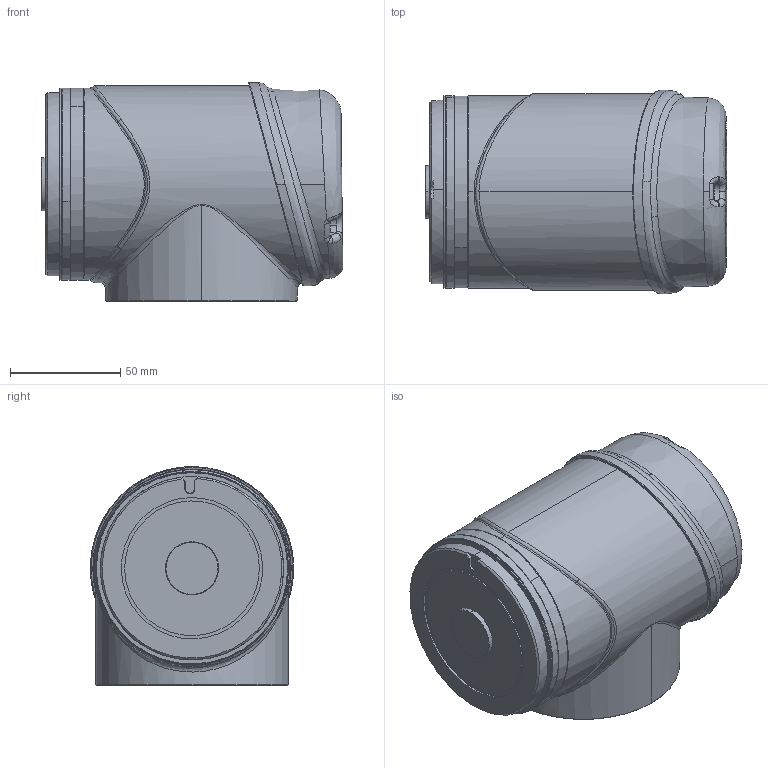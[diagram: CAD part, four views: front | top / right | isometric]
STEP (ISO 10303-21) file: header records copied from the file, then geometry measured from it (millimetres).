
FILE_DESCRIPTION (( 'STEP AP203' ), '1' );
FILE_NAME ('i10_30_Default_sldprt.STEP', '2023-11-12T11:46:13', ( '' ), ( '' ), 'SwSTEP 2.0', 'SolidWorks 2021', '' );
FILE_SCHEMA (( 'CONFIG_CONTROL_DESIGN' ));
Length unit declared in the file: millimetre
Products named in the file (1): i10_30_Default_sldprt
Bounding box: 136.53 x 92 x 99 mm (x, y, z)
Volume: 863947.3 mm3; surface area: 56034.7 mm2
Topology: 1 solids, 1 shells, 333 faces, 796 edges, 485 vertices
Faces by surface type: bspline 161, cylinder 75, plane 58, cone 22, torus 17
Entity records: 21019 total; most frequent: CARTESIAN_POINT 14360, ORIENTED_EDGE 1592, DIRECTION 1036, EDGE_CURVE 796, VERTEX_POINT 485, AXIS2_PLACEMENT_3D 407, EDGE_LOOP 355, FACE_OUTER_BOUND 333
